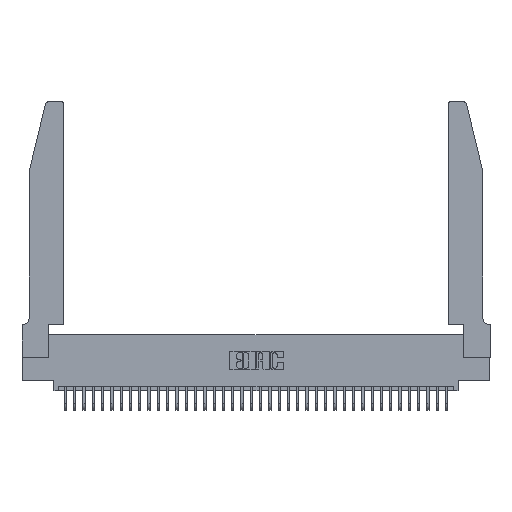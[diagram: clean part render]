
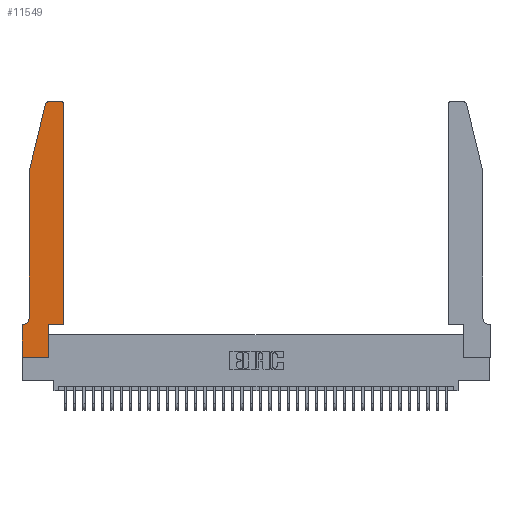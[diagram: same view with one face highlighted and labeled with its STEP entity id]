
A CAD part, top view. The second image highlights one B-rep face of the part: STEP entity #11549.
In plain terms, the highlighted planar face has unit normal (0, 0, 1).
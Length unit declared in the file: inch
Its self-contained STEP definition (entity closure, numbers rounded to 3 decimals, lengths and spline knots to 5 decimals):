
#974 = AXIS2_PLACEMENT_3D ( 'NONE', #10656, #1194, #13857 ) ;
#1194 = DIRECTION ( 'NONE',  ( 0., 0., 1. ) ) ;
#1460 = DIRECTION ( 'NONE',  ( -1., 0., 0. ) ) ;
#1801 = CARTESIAN_POINT ( 'NONE',  ( 0.0755, 2., 0.37 ) ) ;
#2254 = DIRECTION ( 'NONE',  ( 0., 0., 1. ) ) ;
#2477 = DIRECTION ( 'NONE',  ( -1., 0., 0. ) ) ;
#2818 = EDGE_CURVE ( 'NONE', #13558, #18865, #34635, .T. ) ;
#3244 = LINE ( 'NONE', #8075, #37165 ) ;
#3808 = LINE ( 'NONE', #5319, #9080 ) ;
#4275 = VECTOR ( 'NONE', #13179, 39.37008 ) ;
#4580 = EDGE_CURVE ( 'NONE', #19609, #37938, #27333, .T. ) ;
#4821 = DIRECTION ( 'NONE',  ( 0., 0., 1. ) ) ;
#5319 = CARTESIAN_POINT ( 'NONE',  ( 0., 0., 0.37 ) ) ;
#5531 = EDGE_CURVE ( 'NONE', #33293, #34120, #24384, .T. ) ;
#6048 = CARTESIAN_POINT ( 'NONE',  ( 0.4505, 0.35, 0.37 ) ) ;
#6647 = CARTESIAN_POINT ( 'NONE',  ( 0.4505, 2.72, 0.37 ) ) ;
#8075 = CARTESIAN_POINT ( 'NONE',  ( 0.2865, 0.35, 0.37 ) ) ;
#9080 = VECTOR ( 'NONE', #35522, 39.37008 ) ;
#9311 = VECTOR ( 'NONE', #26075, 39.37008 ) ;
#9544 = EDGE_CURVE ( 'NONE', #20282, #24335, #34030, .T. ) ;
#10510 = CARTESIAN_POINT ( 'NONE',  ( 0.0755, 2., 0.37 ) ) ;
#10656 = CARTESIAN_POINT ( 'NONE',  ( 0.284, 2.72, 0.37 ) ) ;
#11192 = VERTEX_POINT ( 'NONE', #20729 ) ;
#11537 = EDGE_CURVE ( 'NONE', #24335, #11192, #25783, .T. ) ;
#11549 = ADVANCED_FACE ( 'NONE', ( #37267 ), #22944, .T. ) ;
#11770 = ORIENTED_EDGE ( 'NONE', *, *, #39179, .T. ) ;
#11898 = ORIENTED_EDGE ( 'NONE', *, *, #33897, .T. ) ;
#12602 = CARTESIAN_POINT ( 'NONE',  ( 0.4505, 0.35, 0.37 ) ) ;
#12894 = VECTOR ( 'NONE', #33949, 39.37008 ) ;
#13179 = DIRECTION ( 'NONE',  ( 0., 1., 0. ) ) ;
#13558 = VERTEX_POINT ( 'NONE', #34648 ) ;
#13696 = DIRECTION ( 'NONE',  ( 0., 0., -1. ) ) ;
#13771 = LINE ( 'NONE', #1801, #19406 ) ;
#13857 = DIRECTION ( 'NONE',  ( 1., 0., 0. ) ) ;
#13924 = VECTOR ( 'NONE', #25817, 39.37008 ) ;
#14430 = ORIENTED_EDGE ( 'NONE', *, *, #5531, .T. ) ;
#14696 = EDGE_CURVE ( 'NONE', #11192, #37934, #13771, .T. ) ;
#15235 = EDGE_CURVE ( 'NONE', #37934, #19609, #18234, .T. ) ;
#15811 = VECTOR ( 'NONE', #2477, 39.37008 ) ;
#16242 = EDGE_CURVE ( 'NONE', #34000, #13558, #3808, .T. ) ;
#17034 = CARTESIAN_POINT ( 'NONE',  ( 0.0755, 0.42, 0.37 ) ) ;
#17527 = CARTESIAN_POINT ( 'NONE',  ( 0., 0., 0.37 ) ) ;
#18078 = CARTESIAN_POINT ( 'NONE',  ( 0.284, 2.75, 0.37 ) ) ;
#18234 = LINE ( 'NONE', #10510, #33538 ) ;
#18257 = ORIENTED_EDGE ( 'NONE', *, *, #39524, .T. ) ;
#18865 = VERTEX_POINT ( 'NONE', #24712 ) ;
#18883 = ORIENTED_EDGE ( 'NONE', *, *, #11537, .T. ) ;
#19406 = VECTOR ( 'NONE', #38797, 39.37008 ) ;
#19609 = VERTEX_POINT ( 'NONE', #17034 ) ;
#19868 = DIRECTION ( 'NONE',  ( 1., 0., 0. ) ) ;
#20282 = VERTEX_POINT ( 'NONE', #24637 ) ;
#20366 = DIRECTION ( 'NONE',  ( 0., 1., 0. ) ) ;
#20729 = CARTESIAN_POINT ( 'NONE',  ( 0.25487, 2.72718, 0.37 ) ) ;
#21170 = ORIENTED_EDGE ( 'NONE', *, *, #16242, .T. ) ;
#22402 = LINE ( 'NONE', #34834, #4275 ) ;
#22944 = PLANE ( 'NONE',  #33987 ) ;
#23522 = CARTESIAN_POINT ( 'NONE',  ( 0.0055, 0.35, 0.37 ) ) ;
#23680 = AXIS2_PLACEMENT_3D ( 'NONE', #35369, #2254, #26662 ) ;
#23774 = ORIENTED_EDGE ( 'NONE', *, *, #14696, .T. ) ;
#23864 = CARTESIAN_POINT ( 'NONE',  ( 0., 0.35, 0.37 ) ) ;
#23963 = LINE ( 'NONE', #26741, #15811 ) ;
#24335 = VERTEX_POINT ( 'NONE', #18078 ) ;
#24384 = LINE ( 'NONE', #6048, #12894 ) ;
#24637 = CARTESIAN_POINT ( 'NONE',  ( 0.4205, 2.75, 0.37 ) ) ;
#24712 = CARTESIAN_POINT ( 'NONE',  ( 0.2865, 0., 0.37 ) ) ;
#25050 = VERTEX_POINT ( 'NONE', #6647 ) ;
#25543 = CARTESIAN_POINT ( 'NONE',  ( 0.2605, 2.75, 0.37 ) ) ;
#25621 = CARTESIAN_POINT ( 'NONE',  ( 0., 0.35, 0.37 ) ) ;
#25783 = CIRCLE ( 'NONE', #974, 0.03 ) ;
#25817 = DIRECTION ( 'NONE',  ( -1., 0., 0. ) ) ;
#26075 = DIRECTION ( 'NONE',  ( 1., 0., 0. ) ) ;
#26445 = ORIENTED_EDGE ( 'NONE', *, *, #2818, .T. ) ;
#26662 = DIRECTION ( 'NONE',  ( 1., 0., 0. ) ) ;
#26741 = CARTESIAN_POINT ( 'NONE',  ( 0.0755, 0.35, 0.37 ) ) ;
#27333 = CIRCLE ( 'NONE', #37111, 0.07 ) ;
#28054 = EDGE_CURVE ( 'NONE', #18865, #33293, #3244, .T. ) ;
#31220 = ORIENTED_EDGE ( 'NONE', *, *, #9544, .T. ) ;
#31797 = EDGE_LOOP ( 'NONE', ( #31220, #18883, #23774, #32615, #32999, #11770, #21170, #26445, #37367, #14430, #18257, #11898 ) ) ;
#31874 = DIRECTION ( 'NONE',  ( 0., -1., 0. ) ) ;
#32328 = CARTESIAN_POINT ( 'NONE',  ( 0.0755, 2., 0.37 ) ) ;
#32615 = ORIENTED_EDGE ( 'NONE', *, *, #15235, .T. ) ;
#32999 = ORIENTED_EDGE ( 'NONE', *, *, #4580, .T. ) ;
#33117 = CARTESIAN_POINT ( 'NONE',  ( 0.2865, 0.35, 0.37 ) ) ;
#33293 = VERTEX_POINT ( 'NONE', #33117 ) ;
#33538 = VECTOR ( 'NONE', #31874, 39.37008 ) ;
#33897 = EDGE_CURVE ( 'NONE', #25050, #20282, #36300, .T. ) ;
#33949 = DIRECTION ( 'NONE',  ( 1., 0., 0. ) ) ;
#33987 = AXIS2_PLACEMENT_3D ( 'NONE', #25621, #4821, #19868 ) ;
#34000 = VERTEX_POINT ( 'NONE', #23864 ) ;
#34030 = LINE ( 'NONE', #25543, #13924 ) ;
#34120 = VERTEX_POINT ( 'NONE', #12602 ) ;
#34635 = LINE ( 'NONE', #17527, #9311 ) ;
#34648 = CARTESIAN_POINT ( 'NONE',  ( 0., 0., 0.37 ) ) ;
#34834 = CARTESIAN_POINT ( 'NONE',  ( 0.4505, 0.35, 0.37 ) ) ;
#35107 = CARTESIAN_POINT ( 'NONE',  ( 0.0055, 0.42, 0.37 ) ) ;
#35369 = CARTESIAN_POINT ( 'NONE',  ( 0.4205, 2.72, 0.37 ) ) ;
#35522 = DIRECTION ( 'NONE',  ( 0., -1., 0. ) ) ;
#36300 = CIRCLE ( 'NONE', #23680, 0.03 ) ;
#37111 = AXIS2_PLACEMENT_3D ( 'NONE', #35107, #13696, #1460 ) ;
#37165 = VECTOR ( 'NONE', #20366, 39.37008 ) ;
#37267 = FACE_OUTER_BOUND ( 'NONE', #31797, .T. ) ;
#37367 = ORIENTED_EDGE ( 'NONE', *, *, #28054, .T. ) ;
#37934 = VERTEX_POINT ( 'NONE', #32328 ) ;
#37938 = VERTEX_POINT ( 'NONE', #23522 ) ;
#38797 = DIRECTION ( 'NONE',  ( -0.239, -0.971, 0. ) ) ;
#39179 = EDGE_CURVE ( 'NONE', #37938, #34000, #23963, .T. ) ;
#39524 = EDGE_CURVE ( 'NONE', #34120, #25050, #22402, .T. ) ;
